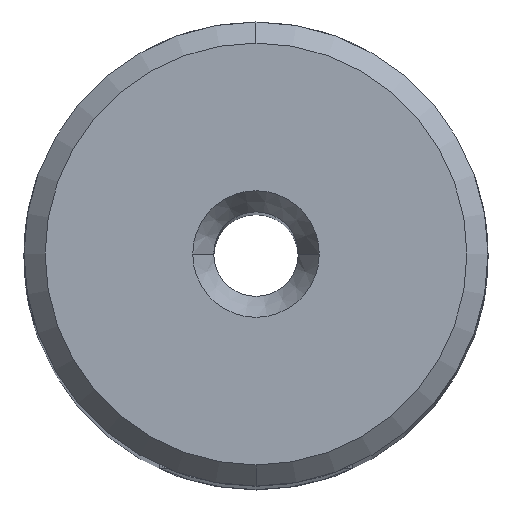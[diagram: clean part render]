
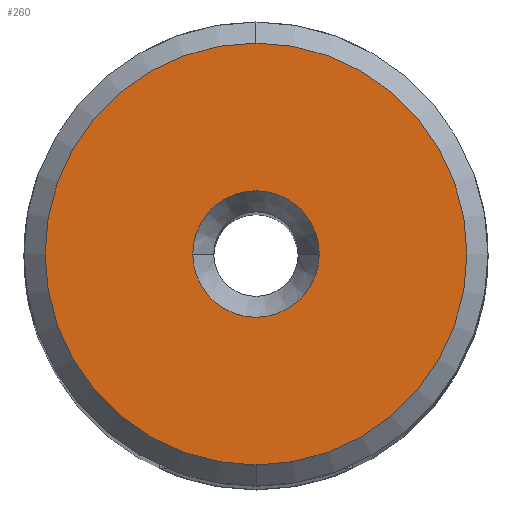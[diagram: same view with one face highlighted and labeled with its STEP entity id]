
A CAD part, top view. The second image highlights one B-rep face of the part: STEP entity #260.
In plain terms, the highlighted planar face has unit normal (0, 0, 1).
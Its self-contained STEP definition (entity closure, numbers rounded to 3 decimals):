
#33=PLANE('',#998);
#65=FACE_BOUND('',#362,.T.);
#66=FACE_BOUND('',#363,.T.);
#260=ADVANCED_FACE('',(#65,#66),#33,.T.);
#362=EDGE_LOOP('',(#557,#558));
#363=EDGE_LOOP('',(#559,#560));
#557=ORIENTED_EDGE('',*,*,#853,.T.);
#558=ORIENTED_EDGE('',*,*,#765,.T.);
#559=ORIENTED_EDGE('',*,*,#854,.F.);
#560=ORIENTED_EDGE('',*,*,#772,.F.);
#678=VERTEX_POINT('',#1435);
#679=VERTEX_POINT('',#1436);
#685=VERTEX_POINT('',#1449);
#686=VERTEX_POINT('',#1451);
#765=EDGE_CURVE('',#678,#679,#879,.T.);
#772=EDGE_CURVE('',#685,#686,#883,.T.);
#853=EDGE_CURVE('',#679,#678,#905,.T.);
#854=EDGE_CURVE('',#686,#685,#906,.T.);
#879=CIRCLE('',#950,10.);
#883=CIRCLE('',#955,3.);
#905=CIRCLE('',#996,10.);
#906=CIRCLE('',#997,3.);
#950=AXIS2_PLACEMENT_3D('',#1434,#1081,#1082);
#955=AXIS2_PLACEMENT_3D('',#1450,#1094,#1095);
#996=AXIS2_PLACEMENT_3D('',#1896,#1207,#1208);
#997=AXIS2_PLACEMENT_3D('',#1897,#1209,#1210);
#998=AXIS2_PLACEMENT_3D('',#1898,#1211,#1212);
#1081=DIRECTION('',(0.,0.,1.));
#1082=DIRECTION('',(0.,1.,0.));
#1094=DIRECTION('',(0.,0.,1.));
#1095=DIRECTION('',(1.,0.,0.));
#1207=DIRECTION('',(0.,0.,1.));
#1208=DIRECTION('',(0.,1.,0.));
#1209=DIRECTION('',(0.,0.,1.));
#1210=DIRECTION('',(1.,0.,0.));
#1211=DIRECTION('',(0.,0.,1.));
#1212=DIRECTION('',(-1.,0.,0.));
#1434=CARTESIAN_POINT('',(0.,0.,0.));
#1435=CARTESIAN_POINT('',(0.,10.,0.));
#1436=CARTESIAN_POINT('',(0.,-10.,0.));
#1449=CARTESIAN_POINT('',(-3.,0.,0.));
#1450=CARTESIAN_POINT('',(0.,0.,0.));
#1451=CARTESIAN_POINT('',(3.,0.,0.));
#1896=CARTESIAN_POINT('',(0.,0.,0.));
#1897=CARTESIAN_POINT('',(0.,0.,0.));
#1898=CARTESIAN_POINT('',(0.,11.,0.));
